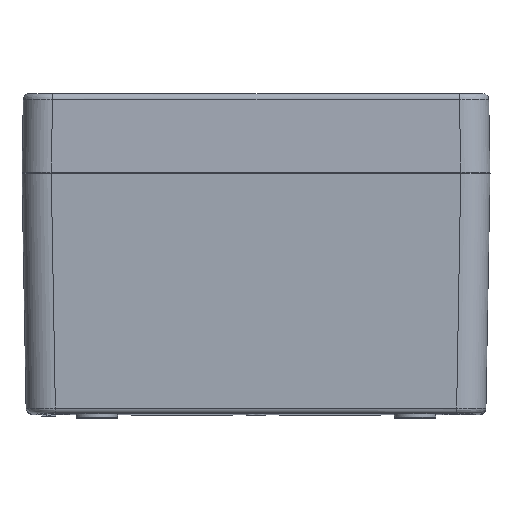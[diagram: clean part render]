
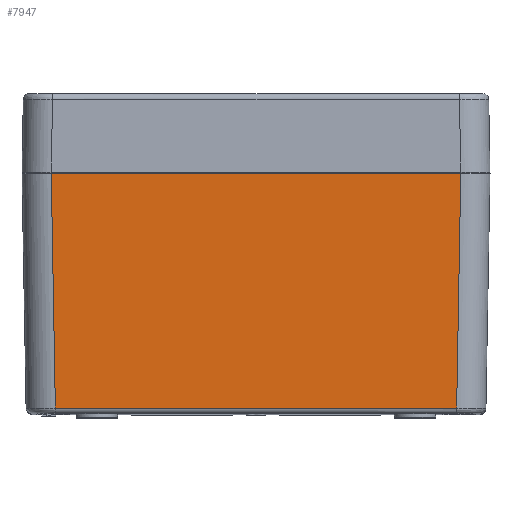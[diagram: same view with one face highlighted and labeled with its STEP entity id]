
A CAD part, top view. The second image highlights one B-rep face of the part: STEP entity #7947.
In plain terms, the highlighted planar face has unit normal (0, -0.018, 1).
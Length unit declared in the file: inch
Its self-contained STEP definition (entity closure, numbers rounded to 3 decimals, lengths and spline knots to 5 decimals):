
#1112 = DIRECTION ( 'NONE',  ( 0., -1., -0.017 ) ) ;
#1255 = LINE ( 'NONE', #29587, #15998 ) ;
#1562 = FACE_OUTER_BOUND ( 'NONE', #21062, .T. ) ;
#1711 = EDGE_CURVE ( 'NONE', #13384, #8327, #1255, .T. ) ;
#3450 = DIRECTION ( 'NONE',  ( 0., -0.017, 1. ) ) ;
#3968 = CARTESIAN_POINT ( 'NONE',  ( -2.3622, -0.00801, 2.40143 ) ) ;
#4175 = CARTESIAN_POINT ( 'NONE',  ( 2.06683, -0.00801, 2.40143 ) ) ;
#4223 = ORIENTED_EDGE ( 'NONE', *, *, #8471, .T. ) ;
#5396 = CARTESIAN_POINT ( 'NONE',  ( 2.06634, -0.03606, 2.40095 ) ) ;
#7473 = VERTEX_POINT ( 'NONE', #25146 ) ;
#7947 = ADVANCED_FACE ( 'NONE', ( #1562 ), #11033, .T. ) ;
#8327 = VERTEX_POINT ( 'NONE', #10400 ) ;
#8471 = EDGE_CURVE ( 'NONE', #7473, #8327, #23223, .T. ) ;
#8705 = DIRECTION ( 'NONE',  ( -1., 0., 0. ) ) ;
#9593 = VERTEX_POINT ( 'NONE', #4175 ) ;
#10127 = VECTOR ( 'NONE', #14391, 39.37008 ) ;
#10400 = CARTESIAN_POINT ( 'NONE',  ( -2.02559, -2.37111, 2.36019 ) ) ;
#10494 = DIRECTION ( 'NONE',  ( -1., 0., 0. ) ) ;
#10839 = ORIENTED_EDGE ( 'NONE', *, *, #16778, .F. ) ;
#11033 = PLANE ( 'NONE',  #27348 ) ;
#13384 = VERTEX_POINT ( 'NONE', #30110 ) ;
#13793 = VECTOR ( 'NONE', #27686, 39.37008 ) ;
#14391 = DIRECTION ( 'NONE',  ( -0.017, -1., -0.017 ) ) ;
#15998 = VECTOR ( 'NONE', #8705, 39.37008 ) ;
#16552 = LINE ( 'NONE', #5396, #10127 ) ;
#16778 = EDGE_CURVE ( 'NONE', #9593, #13384, #16552, .T. ) ;
#19015 = VECTOR ( 'NONE', #10494, 39.37008 ) ;
#20470 = CARTESIAN_POINT ( 'NONE',  ( -2.3622, 0., 2.40157 ) ) ;
#21062 = EDGE_LOOP ( 'NONE', ( #24752, #10839, #23093, #4223 ) ) ;
#22859 = LINE ( 'NONE', #3968, #19015 ) ;
#22923 = EDGE_CURVE ( 'NONE', #9593, #7473, #22859, .T. ) ;
#23093 = ORIENTED_EDGE ( 'NONE', *, *, #22923, .T. ) ;
#23223 = LINE ( 'NONE', #30486, #13793 ) ;
#24752 = ORIENTED_EDGE ( 'NONE', *, *, #1711, .F. ) ;
#25146 = CARTESIAN_POINT ( 'NONE',  ( -2.06683, -0.00801, 2.40143 ) ) ;
#27348 = AXIS2_PLACEMENT_3D ( 'NONE', #20470, #3450, #1112 ) ;
#27686 = DIRECTION ( 'NONE',  ( 0.017, -1., -0.017 ) ) ;
#29587 = CARTESIAN_POINT ( 'NONE',  ( -1.1811, -2.37111, 2.36019 ) ) ;
#30110 = CARTESIAN_POINT ( 'NONE',  ( 2.02559, -2.37111, 2.36019 ) ) ;
#30486 = CARTESIAN_POINT ( 'NONE',  ( -2.06683, -0.00801, 2.40143 ) ) ;
